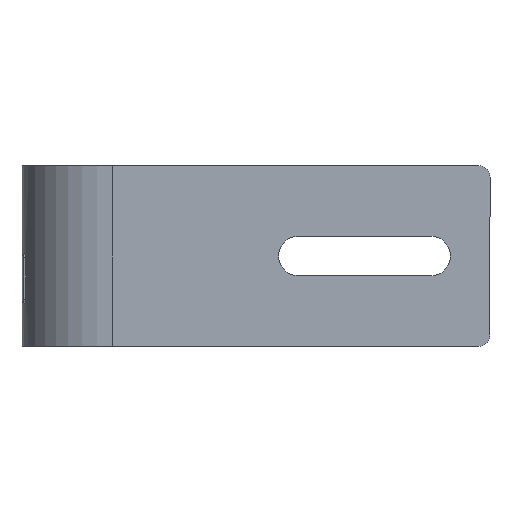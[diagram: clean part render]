
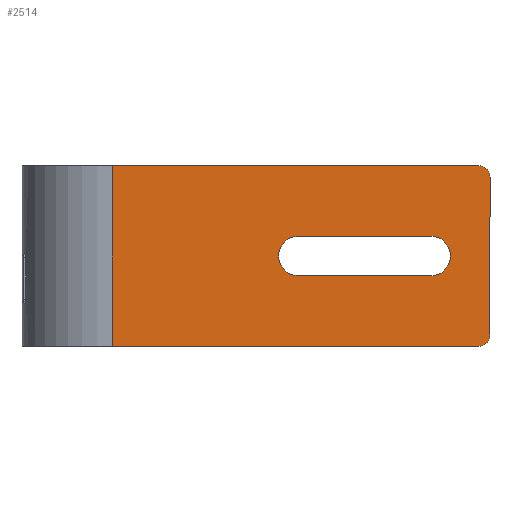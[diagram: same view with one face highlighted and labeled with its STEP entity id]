
A CAD part, front view. The second image highlights one B-rep face of the part: STEP entity #2514.
In plain terms, the highlighted planar face has unit normal (0, -1, 0).
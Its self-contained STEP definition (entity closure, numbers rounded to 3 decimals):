
#1458=CARTESIAN_POINT('',(-33.,-16.,-3.5));
#1459=VERTEX_POINT('',#1458);
#1460=CARTESIAN_POINT('',(-56.5,-16.,-3.5));
#1461=VERTEX_POINT('',#1460);
#1462=CARTESIAN_POINT('',(-33.,-16.,-3.5));
#1463=DIRECTION('',(-1.0,0.0,0.0));
#1464=VECTOR('',#1463,23.5);
#1465=LINE('',#1462,#1464);
#1466=EDGE_CURVE('',#1459,#1461,#1465,.T.);
#1498=CARTESIAN_POINT('',(-56.5,-16.,3.5));
#1499=VERTEX_POINT('',#1498);
#1500=CARTESIAN_POINT('',(-33.,-16.,3.5));
#1501=VERTEX_POINT('',#1500);
#1502=CARTESIAN_POINT('',(-56.5,-16.,3.5));
#1503=DIRECTION('',(1.0,0.0,0.0));
#1504=VECTOR('',#1503,23.5);
#1505=LINE('',#1502,#1504);
#1506=EDGE_CURVE('',#1499,#1501,#1505,.T.);
#1547=CARTESIAN_POINT('',(-33.,-16.,0.));
#1548=DIRECTION('',(0.0,1.0,0.0));
#1549=DIRECTION('',(1.0,0.0,0.0));
#1550=AXIS2_PLACEMENT_3D('',#1547,#1548,#1549);
#1551=CIRCLE('',#1550,3.5);
#1552=EDGE_CURVE('',#1501,#1459,#1551,.T.);
#1563=CARTESIAN_POINT('',(-56.5,-16.,0.));
#1564=DIRECTION('',(0.0,1.0,0.0));
#1565=DIRECTION('',(1.0,0.0,0.0));
#1566=AXIS2_PLACEMENT_3D('',#1563,#1564,#1565);
#1567=CIRCLE('',#1566,3.5);
#1568=EDGE_CURVE('',#1461,#1499,#1567,.T.);
#1726=CARTESIAN_POINT('',(-67.0,-16.,14.0));
#1727=VERTEX_POINT('',#1726);
#1728=CARTESIAN_POINT('',(-65.0,-16.,16.0));
#1729=VERTEX_POINT('',#1728);
#1730=CARTESIAN_POINT('',(-65.,-16.,14.0));
#1731=DIRECTION('',(0.0,1.0,0.0));
#1732=DIRECTION('',(-0.707,0.0,0.707));
#1733=AXIS2_PLACEMENT_3D('',#1730,#1731,#1732);
#1734=CIRCLE('',#1733,2.0);
#1735=EDGE_CURVE('',#1727,#1729,#1734,.T.);
#1777=CARTESIAN_POINT('',(-67.0,-16.,-14.));
#1778=VERTEX_POINT('',#1777);
#1785=CARTESIAN_POINT('',(-67.0,-16.,-14.0));
#1786=DIRECTION('',(0.0,0.0,1.0));
#1787=VECTOR('',#1786,28.0);
#1788=LINE('',#1785,#1787);
#1789=EDGE_CURVE('',#1778,#1727,#1788,.T.);
#1846=CARTESIAN_POINT('',(-65.,-16.,-16.0));
#1847=VERTEX_POINT('',#1846);
#1848=CARTESIAN_POINT('',(-65.,-16.,-14.));
#1849=DIRECTION('',(0.0,1.0,0.0));
#1850=DIRECTION('',(-0.707,0.0,-0.707));
#1851=AXIS2_PLACEMENT_3D('',#1848,#1849,#1850);
#1852=CIRCLE('',#1851,2.0);
#1853=EDGE_CURVE('',#1847,#1778,#1852,.T.);
#1873=CARTESIAN_POINT('',(0.,-16.0,-16.0));
#1874=VERTEX_POINT('',#1873);
#1881=CARTESIAN_POINT('',(0.,-16.0,-16.0));
#1882=DIRECTION('',(-1.0,0.0,0.0));
#1883=VECTOR('',#1882,65.);
#1884=LINE('',#1881,#1883);
#1885=EDGE_CURVE('',#1874,#1847,#1884,.T.);
#2424=CARTESIAN_POINT('',(0.,-16.0,16.0));
#2425=VERTEX_POINT('',#2424);
#2433=CARTESIAN_POINT('',(0.,-16.,-16.0));
#2434=DIRECTION('',(0.0,0.0,1.0));
#2435=VECTOR('',#2434,32.0);
#2436=LINE('',#2433,#2435);
#2437=EDGE_CURVE('',#1874,#2425,#2436,.T.);
#2455=CARTESIAN_POINT('',(-65.0,-16.,16.0));
#2456=DIRECTION('',(1.0,0.0,0.0));
#2457=VECTOR('',#2456,65.0);
#2458=LINE('',#2455,#2457);
#2459=EDGE_CURVE('',#1729,#2425,#2458,.T.);
#2495=CARTESIAN_POINT('',(-21.813,-16.,0.));
#2496=DIRECTION('',(0.0,-1.0,0.0));
#2497=DIRECTION('',(0.0,0.0,-1.0));
#2498=AXIS2_PLACEMENT_3D('',#2495,#2496,#2497);
#2499=PLANE('',#2498);
#2500=ORIENTED_EDGE('',*,*,#1735,.F.);
#2501=ORIENTED_EDGE('',*,*,#1789,.F.);
#2502=ORIENTED_EDGE('',*,*,#1853,.F.);
#2503=ORIENTED_EDGE('',*,*,#1885,.F.);
#2504=ORIENTED_EDGE('',*,*,#2437,.T.);
#2505=ORIENTED_EDGE('',*,*,#2459,.F.);
#2506=EDGE_LOOP('',(#2500,#2501,#2502,#2503,#2504,#2505));
#2507=FACE_OUTER_BOUND('',#2506,.T.);
#2508=ORIENTED_EDGE('',*,*,#1506,.T.);
#2509=ORIENTED_EDGE('',*,*,#1552,.T.);
#2510=ORIENTED_EDGE('',*,*,#1466,.T.);
#2511=ORIENTED_EDGE('',*,*,#1568,.T.);
#2512=EDGE_LOOP('',(#2508,#2509,#2510,#2511));
#2513=FACE_BOUND('',#2512,.T.);
#2514=ADVANCED_FACE('',(#2507,#2513),#2499,.T.);
